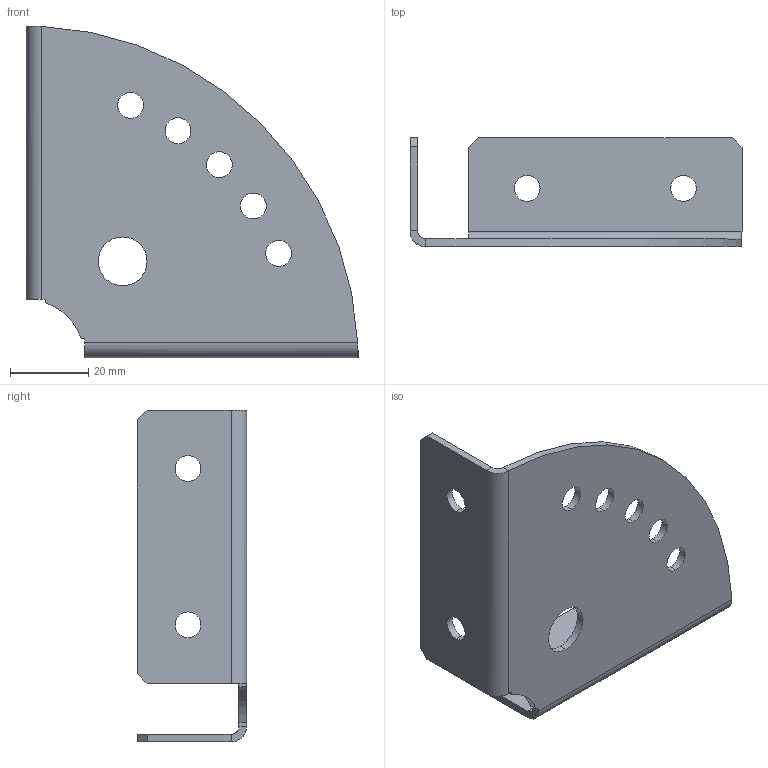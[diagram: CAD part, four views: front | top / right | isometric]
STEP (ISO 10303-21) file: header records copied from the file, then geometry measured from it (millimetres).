
FILE_DESCRIPTION (( 'STEP AP203' ), '1' );
FILE_NAME ('Àäàïòåð îïîðû óãëîâîé 30 ñåðèÿ.STEP', '2022-09-30T10:11:26', ( 'user' ), ( '' ), 'SwSTEP 2.0', 'SolidWorks 2022', '' );
FILE_SCHEMA (( 'CONFIG_CONTROL_DESIGN' ));
Length unit declared in the file: millimetre
Products named in the file (1): Адаптер опоры угловой 30 серия
Bounding box: 85 x 28 x 85 mm (x, y, z)
Volume: 17022.7 mm3; surface area: 18257.7 mm2
Topology: 1 solids, 1 shells, 50 faces, 128 edges, 80 vertices
Faces by surface type: cylinder 26, plane 22, bspline 2
Entity records: 1729 total; most frequent: CARTESIAN_POINT 373, DIRECTION 270, ORIENTED_EDGE 256, EDGE_CURVE 128, AXIS2_PLACEMENT_3D 97, VERTEX_POINT 80, LINE 76, VECTOR 76
